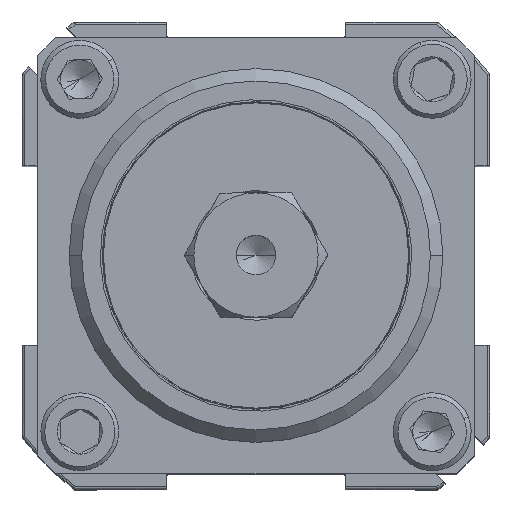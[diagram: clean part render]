
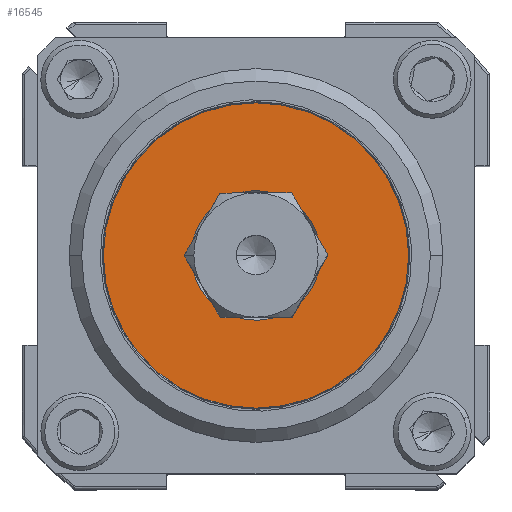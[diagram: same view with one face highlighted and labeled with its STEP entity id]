
A CAD part, top view. The second image highlights one B-rep face of the part: STEP entity #16545.
In plain terms, the highlighted face is planar.
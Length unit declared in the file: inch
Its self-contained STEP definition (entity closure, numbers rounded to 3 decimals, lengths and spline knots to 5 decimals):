
#190 = FACE_OUTER_BOUND ( 'NONE', #34121, .T. ) ;
#1599 = ORIENTED_EDGE ( 'NONE', *, *, #32119, .T. ) ;
#2891 = CARTESIAN_POINT ( 'NONE',  ( -0.34888, 0.23787, 0. ) ) ;
#3346 = CARTESIAN_POINT ( 'NONE',  ( 0.26612, 0.23787, 0. ) ) ;
#3455 = CIRCLE ( 'NONE', #16224, 0.615 ) ;
#4127 = CIRCLE ( 'NONE', #22386, 0.26 ) ;
#5573 = DIRECTION ( 'NONE',  ( -1., 0., 0. ) ) ;
#6592 = DIRECTION ( 'NONE',  ( 0., -1., 0. ) ) ;
#7379 = ORIENTED_EDGE ( 'NONE', *, *, #25414, .T. ) ;
#7540 = AXIS2_PLACEMENT_3D ( 'NONE', #13674, #32418, #16386 ) ;
#7910 = CARTESIAN_POINT ( 'NONE',  ( -0.96388, 0.23787, 0. ) ) ;
#8512 = VERTEX_POINT ( 'NONE', #7910 ) ;
#8527 = VERTEX_POINT ( 'NONE', #24023 ) ;
#9040 = DIRECTION ( 'NONE',  ( 0., 0., -1. ) ) ;
#9434 = VERTEX_POINT ( 'NONE', #3346 ) ;
#12050 = EDGE_CURVE ( 'NONE', #8512, #9434, #15399, .T. ) ;
#13616 = FACE_BOUND ( 'NONE', #22853, .T. ) ;
#13674 = CARTESIAN_POINT ( 'NONE',  ( -0.34888, 0.23787, 0. ) ) ;
#13901 = EDGE_CURVE ( 'NONE', #8527, #18336, #4127, .T. ) ;
#14590 = PLANE ( 'NONE',  #20420 ) ;
#14963 = CARTESIAN_POINT ( 'NONE',  ( -0.34888, 0.23787, 0. ) ) ;
#15399 = CIRCLE ( 'NONE', #25916, 0.615 ) ;
#16224 = AXIS2_PLACEMENT_3D ( 'NONE', #25136, #9040, #27793 ) ;
#16386 = DIRECTION ( 'NONE',  ( -1., 0., 0. ) ) ;
#16545 = ADVANCED_FACE ( 'NONE', ( #13616, #190 ), #14590, .T. ) ;
#16615 = ORIENTED_EDGE ( 'NONE', *, *, #12050, .T. ) ;
#17172 = CARTESIAN_POINT ( 'NONE',  ( -0.34888, 0.23787, 0. ) ) ;
#17665 = DIRECTION ( 'NONE',  ( -1., 0., 0. ) ) ;
#18336 = VERTEX_POINT ( 'NONE', #31798 ) ;
#20420 = AXIS2_PLACEMENT_3D ( 'NONE', #17172, #22705, #6592 ) ;
#21693 = DIRECTION ( 'NONE',  ( 0., 0., 1. ) ) ;
#22386 = AXIS2_PLACEMENT_3D ( 'NONE', #2891, #21693, #5573 ) ;
#22477 = ORIENTED_EDGE ( 'NONE', *, *, #13901, .T. ) ;
#22705 = DIRECTION ( 'NONE',  ( 0., 0., -1. ) ) ;
#22853 = EDGE_LOOP ( 'NONE', ( #1599, #22477 ) ) ;
#24023 = CARTESIAN_POINT ( 'NONE',  ( -0.08888, 0.23787, 0. ) ) ;
#25136 = CARTESIAN_POINT ( 'NONE',  ( -0.34888, 0.23787, 0. ) ) ;
#25414 = EDGE_CURVE ( 'NONE', #9434, #8512, #3455, .T. ) ;
#25916 = AXIS2_PLACEMENT_3D ( 'NONE', #14963, #33705, #17665 ) ;
#27793 = DIRECTION ( 'NONE',  ( -1., 0., 0. ) ) ;
#31647 = CIRCLE ( 'NONE', #7540, 0.26 ) ;
#31798 = CARTESIAN_POINT ( 'NONE',  ( -0.60888, 0.23787, 0. ) ) ;
#32119 = EDGE_CURVE ( 'NONE', #18336, #8527, #31647, .T. ) ;
#32418 = DIRECTION ( 'NONE',  ( 0., 0., 1. ) ) ;
#33705 = DIRECTION ( 'NONE',  ( 0., 0., -1. ) ) ;
#34121 = EDGE_LOOP ( 'NONE', ( #7379, #16615 ) ) ;
